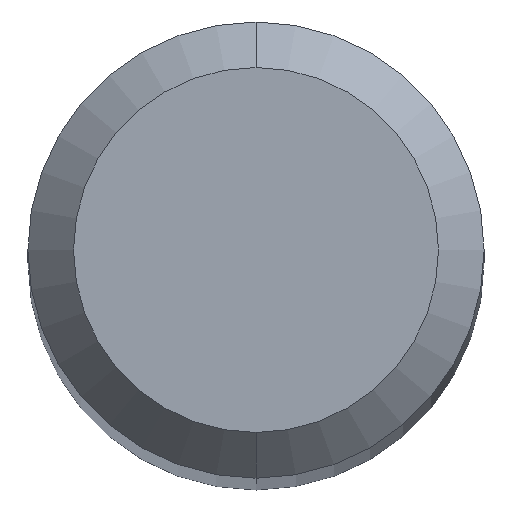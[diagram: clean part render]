
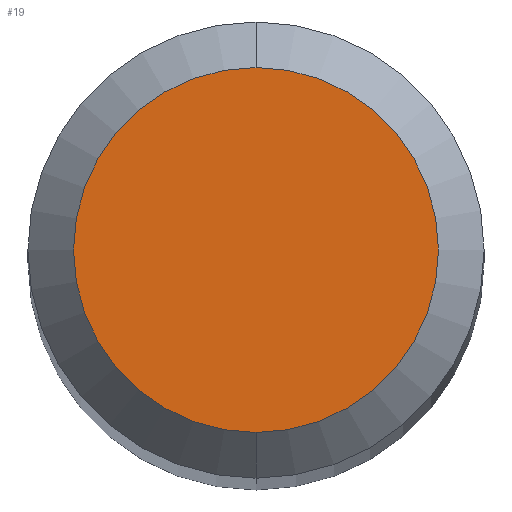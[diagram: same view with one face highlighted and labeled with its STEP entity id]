
A CAD part, top view. The second image highlights one B-rep face of the part: STEP entity #19.
In plain terms, the highlighted planar face has unit normal (0, 0, 1).
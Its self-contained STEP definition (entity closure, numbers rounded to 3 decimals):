
#5 = CARTESIAN_POINT ( 'NONE',  ( 0., -2.814, 0. ) ) ;
#9 = EDGE_CURVE ( 'NONE', #208, #115, #58, .T. ) ;
#11 = AXIS2_PLACEMENT_3D ( 'NONE', #143, #31, #72 ) ;
#18 = DIRECTION ( 'NONE',  ( 0., 1., 0. ) ) ;
#19 = ADVANCED_FACE ( 'NONE', ( #158 ), #209, .F. ) ;
#30 = AXIS2_PLACEMENT_3D ( 'NONE', #148, #149, #18 ) ;
#31 = DIRECTION ( 'NONE',  ( 0., 0., -1. ) ) ;
#32 = ORIENTED_EDGE ( 'NONE', *, *, #9, .T. ) ;
#48 = EDGE_CURVE ( 'NONE', #115, #208, #108, .T. ) ;
#58 = CIRCLE ( 'NONE', #60, 2.814 ) ;
#60 = AXIS2_PLACEMENT_3D ( 'NONE', #113, #111, #127 ) ;
#72 = DIRECTION ( 'NONE',  ( 0., 1., 0. ) ) ;
#78 = CARTESIAN_POINT ( 'NONE',  ( 0., 2.814, 0. ) ) ;
#108 = CIRCLE ( 'NONE', #30, 2.814 ) ;
#111 = DIRECTION ( 'NONE',  ( 0., 0., 1. ) ) ;
#113 = CARTESIAN_POINT ( 'NONE',  ( 0., 0., 0. ) ) ;
#115 = VERTEX_POINT ( 'NONE', #5 ) ;
#127 = DIRECTION ( 'NONE',  ( 0., 1., 0. ) ) ;
#143 = CARTESIAN_POINT ( 'NONE',  ( 0., 3.518, 0. ) ) ;
#148 = CARTESIAN_POINT ( 'NONE',  ( 0., 0., 0. ) ) ;
#149 = DIRECTION ( 'NONE',  ( 0., 0., 1. ) ) ;
#158 = FACE_OUTER_BOUND ( 'NONE', #189, .T. ) ;
#189 = EDGE_LOOP ( 'NONE', ( #32, #190 ) ) ;
#190 = ORIENTED_EDGE ( 'NONE', *, *, #48, .T. ) ;
#208 = VERTEX_POINT ( 'NONE', #78 ) ;
#209 = PLANE ( 'NONE',  #11 ) ;
